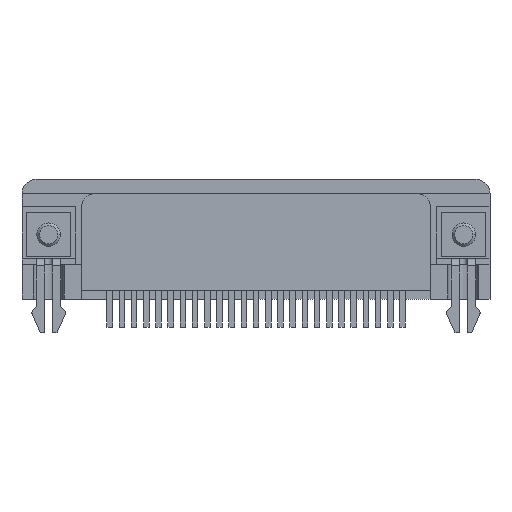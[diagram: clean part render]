
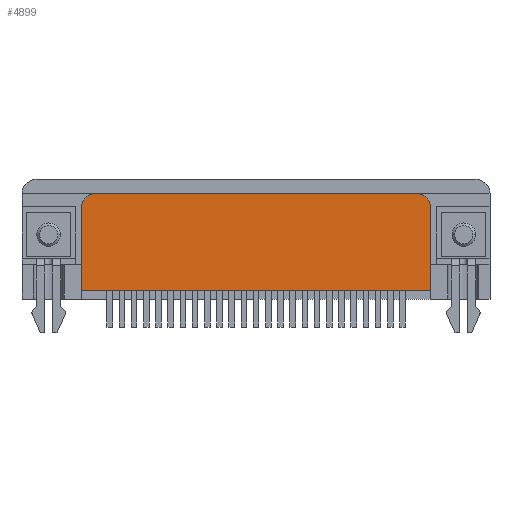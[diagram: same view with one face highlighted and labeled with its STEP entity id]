
A CAD part, front view. The second image highlights one B-rep face of the part: STEP entity #4899.
In plain terms, the highlighted planar face has unit normal (0, -1, 0).
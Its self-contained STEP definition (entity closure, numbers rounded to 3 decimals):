
#4583=CARTESIAN_POINT('',(-18.337,-3.08,11.955));
#4584=VERTEX_POINT('',#4583);
#4591=CARTESIAN_POINT('',(18.303,-3.08,11.955));
#4592=VERTEX_POINT('',#4591);
#4593=CARTESIAN_POINT('',(-18.337,-3.08,11.955));
#4594=DIRECTION('',(1.0,0.0,0.0));
#4595=VECTOR('',#4594,36.64);
#4596=LINE('',#4593,#4595);
#4597=EDGE_CURVE('',#4584,#4592,#4596,.T.);
#4622=CARTESIAN_POINT('',(-19.797,-3.08,10.495));
#4623=VERTEX_POINT('',#4622);
#4630=CARTESIAN_POINT('',(-18.337,-3.08,10.495));
#4631=DIRECTION('',(0.,1.0,0.));
#4632=DIRECTION('',(-0.707,0.,0.707));
#4633=AXIS2_PLACEMENT_3D('',#4630,#4631,#4632);
#4634=CIRCLE('',#4633,1.46);
#4635=EDGE_CURVE('',#4623,#4584,#4634,.T.);
#4654=CARTESIAN_POINT('',(-19.797,-3.08,0.));
#4655=VERTEX_POINT('',#4654);
#4662=CARTESIAN_POINT('',(-19.797,-3.08,0.));
#4663=DIRECTION('',(0.0,0.0,1.0));
#4664=VECTOR('',#4663,10.495);
#4665=LINE('',#4662,#4664);
#4666=EDGE_CURVE('',#4655,#4623,#4665,.T.);
#4685=CARTESIAN_POINT('',(-19.772,-3.08,0.));
#4686=VERTEX_POINT('',#4685);
#4693=CARTESIAN_POINT('',(-19.772,-3.08,0.));
#4694=DIRECTION('',(-1.0,0.0,0.));
#4695=VECTOR('',#4694,0.025);
#4696=LINE('',#4693,#4695);
#4697=EDGE_CURVE('',#4686,#4655,#4696,.T.);
#4716=CARTESIAN_POINT('',(-19.772,-3.08,1.));
#4717=VERTEX_POINT('',#4716);
#4724=CARTESIAN_POINT('',(-19.772,-3.08,1.));
#4725=DIRECTION('',(0.0,0.0,-1.0));
#4726=VECTOR('',#4725,1.0);
#4727=LINE('',#4724,#4726);
#4728=EDGE_CURVE('',#4717,#4686,#4727,.T.);
#4747=CARTESIAN_POINT('',(19.738,-3.08,1.));
#4748=VERTEX_POINT('',#4747);
#4755=CARTESIAN_POINT('',(19.738,-3.08,1.));
#4756=DIRECTION('',(-1.0,0.0,0.0));
#4757=VECTOR('',#4756,39.51);
#4758=LINE('',#4755,#4757);
#4759=EDGE_CURVE('',#4748,#4717,#4758,.T.);
#4778=CARTESIAN_POINT('',(19.738,-3.08,0.));
#4779=VERTEX_POINT('',#4778);
#4786=CARTESIAN_POINT('',(19.738,-3.08,0.));
#4787=DIRECTION('',(0.0,0.0,1.0));
#4788=VECTOR('',#4787,1.);
#4789=LINE('',#4786,#4788);
#4790=EDGE_CURVE('',#4779,#4748,#4789,.T.);
#4809=CARTESIAN_POINT('',(19.763,-3.08,0.));
#4810=VERTEX_POINT('',#4809);
#4817=CARTESIAN_POINT('',(19.763,-3.08,0.));
#4818=DIRECTION('',(-1.0,0.0,0.0));
#4819=VECTOR('',#4818,0.025);
#4820=LINE('',#4817,#4819);
#4821=EDGE_CURVE('',#4810,#4779,#4820,.T.);
#4840=CARTESIAN_POINT('',(19.763,-3.08,10.495));
#4841=VERTEX_POINT('',#4840);
#4848=CARTESIAN_POINT('',(19.763,-3.08,10.495));
#4849=DIRECTION('',(0.0,0.0,-1.0));
#4850=VECTOR('',#4849,10.495);
#4851=LINE('',#4848,#4850);
#4852=EDGE_CURVE('',#4841,#4810,#4851,.T.);
#4871=CARTESIAN_POINT('',(18.303,-3.08,10.495));
#4872=DIRECTION('',(0.,1.0,0.));
#4873=DIRECTION('',(0.707,0.,0.707));
#4874=AXIS2_PLACEMENT_3D('',#4871,#4872,#4873);
#4875=CIRCLE('',#4874,1.46);
#4876=EDGE_CURVE('',#4592,#4841,#4875,.T.);
#4882=CARTESIAN_POINT('',(-0.017,-3.08,6.177));
#4883=DIRECTION('',(0.0,1.0,0.0));
#4884=DIRECTION('',(0.0,0.0,1.0));
#4885=AXIS2_PLACEMENT_3D('',#4882,#4883,#4884);
#4886=PLANE('',#4885);
#4887=ORIENTED_EDGE('',*,*,#4876,.F.);
#4888=ORIENTED_EDGE('',*,*,#4597,.F.);
#4889=ORIENTED_EDGE('',*,*,#4635,.F.);
#4890=ORIENTED_EDGE('',*,*,#4666,.F.);
#4891=ORIENTED_EDGE('',*,*,#4697,.F.);
#4892=ORIENTED_EDGE('',*,*,#4728,.F.);
#4893=ORIENTED_EDGE('',*,*,#4759,.F.);
#4894=ORIENTED_EDGE('',*,*,#4790,.F.);
#4895=ORIENTED_EDGE('',*,*,#4821,.F.);
#4896=ORIENTED_EDGE('',*,*,#4852,.F.);
#4897=EDGE_LOOP('',(#4887,#4888,#4889,#4890,#4891,#4892,#4893,#4894,#4895,#4896));
#4898=FACE_OUTER_BOUND('',#4897,.T.);
#4899=ADVANCED_FACE('',(#4898),#4886,.F.);
